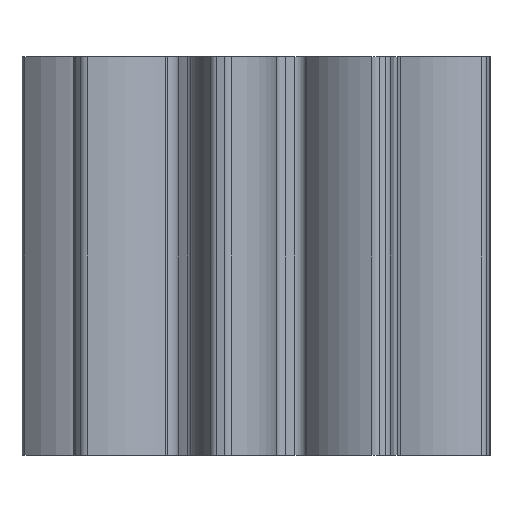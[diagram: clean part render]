
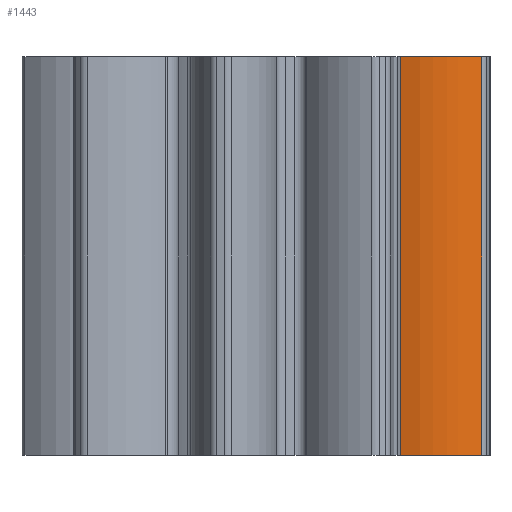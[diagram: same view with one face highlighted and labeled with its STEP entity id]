
A CAD part, front view. The second image highlights one B-rep face of the part: STEP entity #1443.
In plain terms, the highlighted free-form (B-spline) face has degree [3, 1] with [5, 2] control points.
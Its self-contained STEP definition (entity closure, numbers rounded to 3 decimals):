
#1443 = ADVANCED_FACE ( 'NONE', ( #3549 ), #2200, .F. ) ;
#1815 = VERTEX_POINT ( 'NONE', #2452 ) ;
#1816 = VERTEX_POINT ( 'NONE', #2453 ) ;
#1817 = VERTEX_POINT ( 'NONE', #2454 ) ;
#1818 = VERTEX_POINT ( 'NONE', #2455 ) ;
#1950 = ORIENTED_EDGE ( 'NONE', *, *, #3278, .T. ) ;
#1951 = ORIENTED_EDGE ( 'NONE', *, *, #3275, .F. ) ;
#1952 = ORIENTED_EDGE ( 'NONE', *, *, #3273, .F. ) ;
#1953 = ORIENTED_EDGE ( 'NONE', *, *, #3274, .T. ) ;
#2104 = EDGE_LOOP ( 'NONE', ( #1953, #1951, #1952, #1950 ) ) ;
#2200 = B_SPLINE_SURFACE_WITH_KNOTS ( 'NONE', 3, 1, ( 
 ( #2251, #2252 ),
 ( #2253, #2254 ),
 ( #2255, #2256 ),
 ( #2257, #2258 ),
 ( #2259, #2260 ) ),
 .UNSPECIFIED., .F., .F., .F.,
 ( 4, 1, 4 ),
 ( 2, 2 ),
 ( 0., 7.01, 14.719 ),
 ( 0., 1. ),
 .UNSPECIFIED. ) ;
#2251 = CARTESIAN_POINT ( 'NONE',  ( 1.391, -0.963, 4. ) ) ;
#2252 = CARTESIAN_POINT ( 'NONE',  ( 1.391, -0.963, 0. ) ) ;
#2253 = CARTESIAN_POINT ( 'NONE',  ( 1.516, -1.004, 4. ) ) ;
#2254 = CARTESIAN_POINT ( 'NONE',  ( 1.516, -1.004, 0. ) ) ;
#2255 = CARTESIAN_POINT ( 'NONE',  ( 1.796, -1.05, 4. ) ) ;
#2256 = CARTESIAN_POINT ( 'NONE',  ( 1.796, -1.05, 0. ) ) ;
#2257 = CARTESIAN_POINT ( 'NONE',  ( 2.072, -0.977, 4. ) ) ;
#2258 = CARTESIAN_POINT ( 'NONE',  ( 2.072, -0.977, 0. ) ) ;
#2259 = CARTESIAN_POINT ( 'NONE',  ( 2.204, -0.917, 4. ) ) ;
#2260 = CARTESIAN_POINT ( 'NONE',  ( 2.204, -0.917, 0. ) ) ;
#2452 = CARTESIAN_POINT ( 'NONE',  ( 2.204, -0.917, 4. ) ) ;
#2453 = CARTESIAN_POINT ( 'NONE',  ( 2.204, -0.917, 0. ) ) ;
#2454 = CARTESIAN_POINT ( 'NONE',  ( 1.391, -0.963, 4. ) ) ;
#2455 = CARTESIAN_POINT ( 'NONE',  ( 1.391, -0.963, 0. ) ) ;
#2878 = CARTESIAN_POINT ( 'NONE',  ( 1.391, -0.963, 4. ) ) ;
#2882 = CARTESIAN_POINT ( 'NONE',  ( 1.516, -1.004, 4. ) ) ;
#2883 = CARTESIAN_POINT ( 'NONE',  ( 1.796, -1.05, 4. ) ) ;
#2884 = CARTESIAN_POINT ( 'NONE',  ( 2.072, -0.977, 4. ) ) ;
#2885 = CARTESIAN_POINT ( 'NONE',  ( 2.204, -0.917, 4. ) ) ;
#2886 = CARTESIAN_POINT ( 'NONE',  ( 1.391, -0.963, 0. ) ) ;
#2887 = CARTESIAN_POINT ( 'NONE',  ( 1.516, -1.004, 0. ) ) ;
#2888 = CARTESIAN_POINT ( 'NONE',  ( 1.796, -1.05, 0. ) ) ;
#2889 = CARTESIAN_POINT ( 'NONE',  ( 2.072, -0.977, 0. ) ) ;
#2890 = CARTESIAN_POINT ( 'NONE',  ( 2.204, -0.917, 0. ) ) ;
#2892 = LINE ( 'NONE', #2893, #3351 ) ;
#2893 = CARTESIAN_POINT ( 'NONE',  ( 2.204, -0.917, 4. ) ) ;
#2894 = DIRECTION ( 'NONE',  ( 0., 0., -1. ) ) ;
#2901 = LINE ( 'NONE', #2902, #3344 ) ;
#2902 = CARTESIAN_POINT ( 'NONE',  ( 1.391, -0.963, 4. ) ) ;
#2903 = DIRECTION ( 'NONE',  ( 0., 0., -1. ) ) ;
#3050 = B_SPLINE_CURVE_WITH_KNOTS ( 'NONE', 3,
 ( #2886, #2887, #2888, #2889, #2890 ),
 .UNSPECIFIED., .F., .F.,
 ( 4, 1, 4 ),
 ( 0., 7.01, 14.719 ),
 .UNSPECIFIED. ) ;
#3051 = B_SPLINE_CURVE_WITH_KNOTS ( 'NONE', 3,
 ( #2878, #2882, #2883, #2884, #2885 ),
 .UNSPECIFIED., .F., .F.,
 ( 4, 1, 4 ),
 ( 0., 7.01, 14.719 ),
 .UNSPECIFIED. ) ;
#3273 = EDGE_CURVE ( 'NONE', #1817, #1815, #3051, .T. ) ;
#3274 = EDGE_CURVE ( 'NONE', #1818, #1816, #3050, .T. ) ;
#3275 = EDGE_CURVE ( 'NONE', #1815, #1816, #2892, .T. ) ;
#3278 = EDGE_CURVE ( 'NONE', #1817, #1818, #2901, .T. ) ;
#3344 = VECTOR ( 'NONE', #2903, 1000. ) ;
#3351 = VECTOR ( 'NONE', #2894, 1000. ) ;
#3549 = FACE_OUTER_BOUND ( 'NONE', #2104, .T. ) ;
